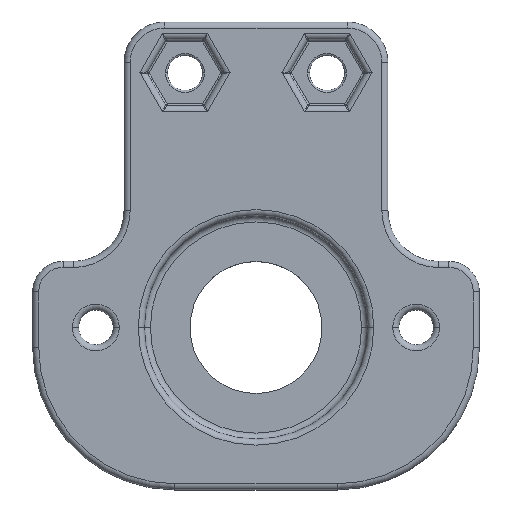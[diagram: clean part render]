
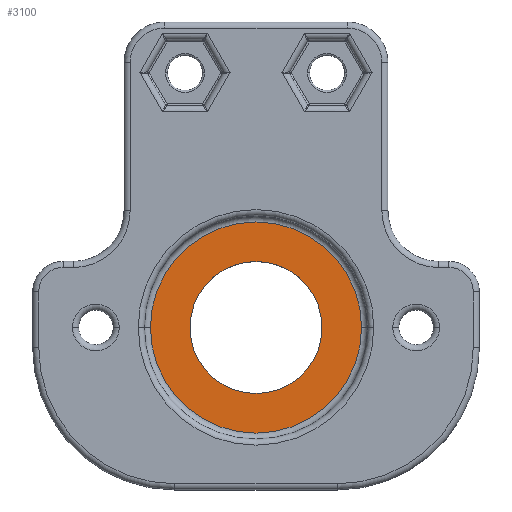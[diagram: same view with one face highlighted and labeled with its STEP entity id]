
A CAD part, top view. The second image highlights one B-rep face of the part: STEP entity #3100.
In plain terms, the highlighted planar face has unit normal (0, 0, 1).
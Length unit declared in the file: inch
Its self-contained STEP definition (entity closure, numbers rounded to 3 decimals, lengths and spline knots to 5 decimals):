
#64 = VERTEX_POINT ( 'NONE', #4117 ) ;
#186 = DIRECTION ( 'NONE',  ( 1., 0., 0. ) ) ;
#193 = DIRECTION ( 'NONE',  ( 1., 0., 0. ) ) ;
#407 = EDGE_CURVE ( 'NONE', #64, #2487, #6541, .T. ) ;
#535 = CARTESIAN_POINT ( 'NONE',  ( -0.325, 0., 0.222 ) ) ;
#729 = EDGE_CURVE ( 'NONE', #2487, #64, #1935, .T. ) ;
#1094 = CARTESIAN_POINT ( 'NONE',  ( 0.325, 0., 0.222 ) ) ;
#1198 = DIRECTION ( 'NONE',  ( 1., 0., 0. ) ) ;
#1310 = CARTESIAN_POINT ( 'NONE',  ( 0., 0., 0.222 ) ) ;
#1377 = DIRECTION ( 'NONE',  ( 0., 0., 1. ) ) ;
#1393 = CIRCLE ( 'NONE', #2225, 0.325 ) ;
#1459 = AXIS2_PLACEMENT_3D ( 'NONE', #4674, #2616, #186 ) ;
#1935 = CIRCLE ( 'NONE', #7010, 0.52 ) ;
#1936 = CARTESIAN_POINT ( 'NONE',  ( 0., 0., 0.222 ) ) ;
#2225 = AXIS2_PLACEMENT_3D ( 'NONE', #5787, #4055, #6970 ) ;
#2314 = DIRECTION ( 'NONE',  ( 0., 0., 1. ) ) ;
#2487 = VERTEX_POINT ( 'NONE', #3576 ) ;
#2616 = DIRECTION ( 'NONE',  ( 0., 0., 1. ) ) ;
#2928 = CIRCLE ( 'NONE', #7052, 0.325 ) ;
#2982 = FACE_OUTER_BOUND ( 'NONE', #6609, .T. ) ;
#3100 = ADVANCED_FACE ( 'NONE', ( #2982, #5679 ), #6372, .T. ) ;
#3241 = ORIENTED_EDGE ( 'NONE', *, *, #7075, .F. ) ;
#3294 = VERTEX_POINT ( 'NONE', #535 ) ;
#3440 = EDGE_CURVE ( 'NONE', #6909, #3294, #2928, .T. ) ;
#3560 = CARTESIAN_POINT ( 'NONE',  ( 0., 0., 0.222 ) ) ;
#3576 = CARTESIAN_POINT ( 'NONE',  ( -0.52, 0., 0.222 ) ) ;
#3631 = AXIS2_PLACEMENT_3D ( 'NONE', #1310, #2314, #1198 ) ;
#4055 = DIRECTION ( 'NONE',  ( 0., 0., 1. ) ) ;
#4084 = ORIENTED_EDGE ( 'NONE', *, *, #3440, .F. ) ;
#4117 = CARTESIAN_POINT ( 'NONE',  ( 0.52, 0., 0.222 ) ) ;
#4134 = ORIENTED_EDGE ( 'NONE', *, *, #729, .T. ) ;
#4674 = CARTESIAN_POINT ( 'NONE',  ( 0., 0., 0.222 ) ) ;
#5679 = FACE_BOUND ( 'NONE', #6557, .T. ) ;
#5787 = CARTESIAN_POINT ( 'NONE',  ( 0., 0., 0.222 ) ) ;
#6372 = PLANE ( 'NONE',  #3631 ) ;
#6541 = CIRCLE ( 'NONE', #1459, 0.52 ) ;
#6557 = EDGE_LOOP ( 'NONE', ( #3241, #4084 ) ) ;
#6609 = EDGE_LOOP ( 'NONE', ( #7032, #4134 ) ) ;
#6887 = DIRECTION ( 'NONE',  ( 0., 0., 1. ) ) ;
#6909 = VERTEX_POINT ( 'NONE', #1094 ) ;
#6970 = DIRECTION ( 'NONE',  ( 1., 0., 0. ) ) ;
#7010 = AXIS2_PLACEMENT_3D ( 'NONE', #1936, #1377, #7074 ) ;
#7032 = ORIENTED_EDGE ( 'NONE', *, *, #407, .T. ) ;
#7052 = AXIS2_PLACEMENT_3D ( 'NONE', #3560, #6887, #193 ) ;
#7074 = DIRECTION ( 'NONE',  ( 1., 0., 0. ) ) ;
#7075 = EDGE_CURVE ( 'NONE', #3294, #6909, #1393, .T. ) ;
